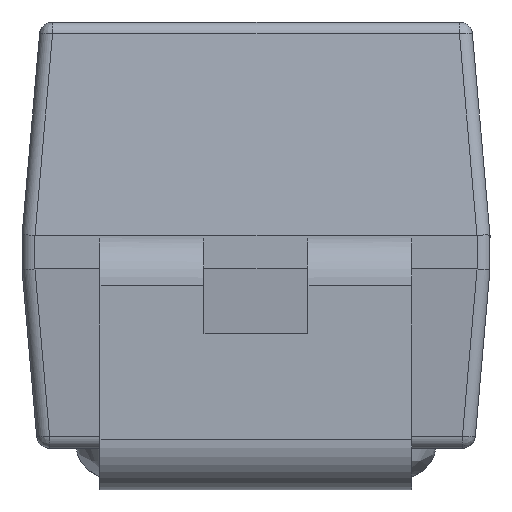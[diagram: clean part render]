
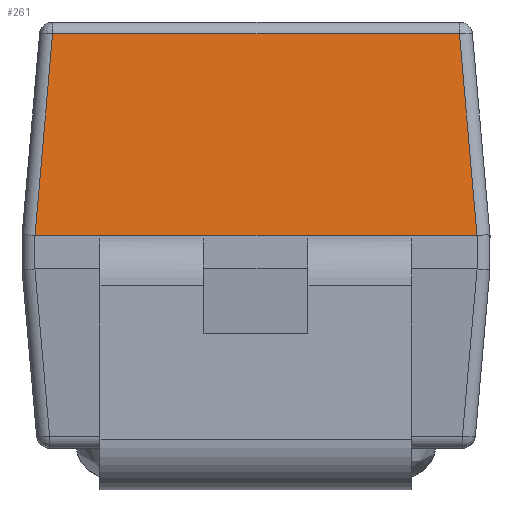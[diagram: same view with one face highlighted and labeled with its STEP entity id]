
A CAD part, left-side view. The second image highlights one B-rep face of the part: STEP entity #261.
In plain terms, the highlighted planar face has unit normal (-0.996, 0, 0.087).
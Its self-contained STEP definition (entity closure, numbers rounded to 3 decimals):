
#261=ADVANCED_FACE('',(#1099),#1101,.T.);
#1099=FACE_BOUND('',#1100,.T.);
#1100=EDGE_LOOP('',(#1815,#1816,#1817,#1818));
#1101=PLANE('',#1102);
#1102=AXIS2_PLACEMENT_3D('',#1103,#1104,#1105);
#1103=CARTESIAN_POINT('',(-1.57,0.9,0.98));
#1104=DIRECTION('',(-0.996,0.,0.087));
#1105=DIRECTION('',(0.,-1.,0.));
#1815=ORIENTED_EDGE('',*,*,#2222,.F.);
#1816=ORIENTED_EDGE('',*,*,#2229,.F.);
#1817=ORIENTED_EDGE('',*,*,#2230,.F.);
#1818=ORIENTED_EDGE('',*,*,#2214,.T.);
#2214=EDGE_CURVE('',#2461,#2447,#2462,.T.);
#2222=EDGE_CURVE('',#2455,#2447,#2473,.T.);
#2229=EDGE_CURVE('',#2482,#2455,#2484,.T.);
#2230=EDGE_CURVE('',#2461,#2482,#2485,.F.);
#2447=VERTEX_POINT('',#2874);
#2455=VERTEX_POINT('',#2894);
#2461=VERTEX_POINT('',#2912);
#2462=LINE('',#2913,#2914);
#2473=LINE('',#2942,#2943);
#2482=VERTEX_POINT('',#2964);
#2484=LINE('',#2969,#2970);
#2485=LINE('',#2972,#2973);
#2874=CARTESIAN_POINT('',(-1.502,-0.782,1.754));
#2894=CARTESIAN_POINT('',(-1.502,0.782,1.754));
#2912=CARTESIAN_POINT('',(-1.57,-0.85,0.98));
#2913=CARTESIAN_POINT('',(-1.57,-0.85,0.98));
#2914=VECTOR('',#2915,1.);
#2915=DIRECTION('',(0.087,0.087,0.992));
#2942=CARTESIAN_POINT('',(-1.502,0.782,1.754));
#2943=VECTOR('',#2944,1.);
#2944=DIRECTION('',(0.,-1.,0.));
#2964=CARTESIAN_POINT('',(-1.57,0.85,0.98));
#2969=CARTESIAN_POINT('',(-1.57,0.85,0.98));
#2970=VECTOR('',#2971,1.);
#2971=DIRECTION('',(0.087,-0.087,0.992));
#2972=CARTESIAN_POINT('',(-1.57,0.85,0.98));
#2973=VECTOR('',#2974,1.);
#2974=DIRECTION('',(0.,-1.,0.));
